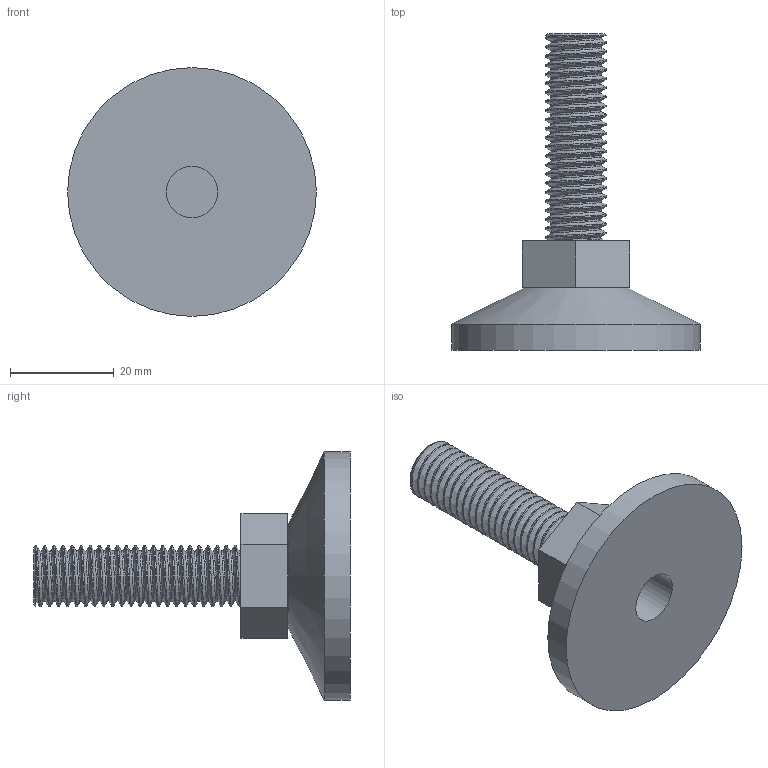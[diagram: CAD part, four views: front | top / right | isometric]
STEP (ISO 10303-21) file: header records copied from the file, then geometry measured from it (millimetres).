
FILE_DESCRIPTION(/* description */ (''),/* implementation_level */ '2;1');
FILE_NAME(/* name */ '',/* time_stamp */ '2023-11-17T19:43:16+03:00',/* author */ (''),/* organization */ (''),/* preprocessor_version */ 'ST-DEVELOPER v20',/* originating_system */ 'Autodesk Translation Framework v12.14.0.127',/* authorisation */ '');
FILE_SCHEMA (('AUTOMOTIVE_DESIGN { 1 0 10303 214 3 1 1 }'));
Length unit declared in the file: millimetre
Products named in the file (1): (Unsaved)
Bounding box: 48 x 61.1 x 48 mm (x, y, z)
Volume: 22261.4 mm3; surface area: 8284.7 mm2
Topology: 1 solids, 1 shells, 67 faces, 180 edges, 119 vertices
Faces by surface type: cylinder 50, plane 13, bspline 2, cone 2
Full cylindrical faces by diameter (mm): 9.836 x21, 10 x2, 11.834 x22, 48 x1
Entity records: 7225 total; most frequent: CARTESIAN_POINT 5697, ORIENTED_EDGE 360, DIRECTION 228, EDGE_CURVE 180, VERTEX_POINT 119, B_SPLINE_CURVE_WITH_KNOTS 98, AXIS2_PLACEMENT_3D 80, EDGE_LOOP 71
